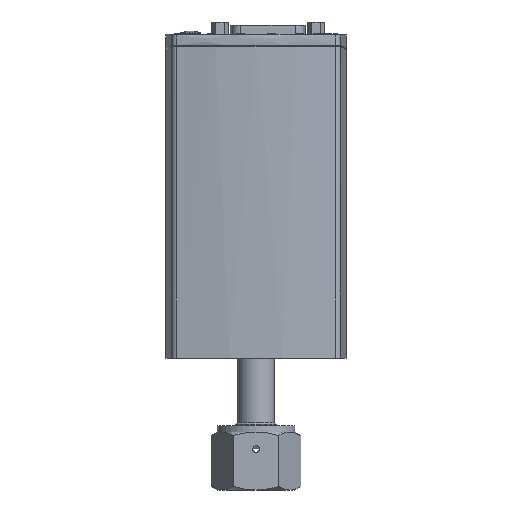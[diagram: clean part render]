
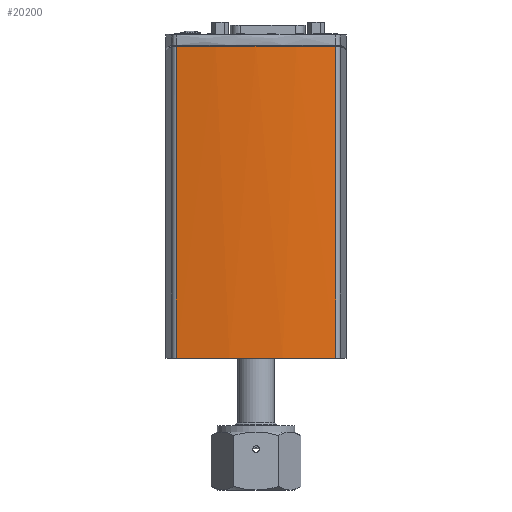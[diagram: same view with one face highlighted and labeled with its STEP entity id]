
A CAD part, left-side view. The second image highlights one B-rep face of the part: STEP entity #20200.
In plain terms, the highlighted cylindrical face has radius 170 mm (diameter 340 mm), a partial arc.
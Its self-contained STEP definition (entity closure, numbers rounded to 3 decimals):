
#590=B_SPLINE_CURVE_WITH_KNOTS('',3,(#38067,#38068,#38069,#38070,#38071,
#38072),.UNSPECIFIED.,.F.,.F.,(4,2,4),(3.561,5.341,
6.145),.UNSPECIFIED.);
#591=B_SPLINE_CURVE_WITH_KNOTS('',3,(#38079,#38080,#38081,#38082,#38083,
#38084),.UNSPECIFIED.,.F.,.F.,(4,2,4),(0.977,1.78,
3.561),.UNSPECIFIED.);
#1869=LINE('',#38074,#3392);
#1870=LINE('',#38078,#3393);
#3392=VECTOR('',#26083,108.186);
#3393=VECTOR('',#26086,108.186);
#3988=CYLINDRICAL_SURFACE('',#21821,170.);
#5152=FACE_OUTER_BOUND('',#6439,.T.);
#6439=EDGE_LOOP('',(#15996,#15997,#15998,#15999,#16000));
#7416=CIRCLE('',#21822,170.);
#8936=VERTEX_POINT('',#38065);
#8937=VERTEX_POINT('',#38066);
#8938=VERTEX_POINT('',#38073);
#8939=VERTEX_POINT('',#38075);
#8940=VERTEX_POINT('',#38077);
#11379=EDGE_CURVE('',#8936,#8937,#590,.T.);
#11380=EDGE_CURVE('',#8938,#8937,#1869,.T.);
#11381=EDGE_CURVE('',#8939,#8938,#7416,.T.);
#11382=EDGE_CURVE('',#8939,#8940,#1870,.T.);
#11383=EDGE_CURVE('',#8940,#8936,#591,.T.);
#15996=ORIENTED_EDGE('',*,*,#11379,.T.);
#15997=ORIENTED_EDGE('',*,*,#11380,.F.);
#15998=ORIENTED_EDGE('',*,*,#11381,.F.);
#15999=ORIENTED_EDGE('',*,*,#11382,.T.);
#16000=ORIENTED_EDGE('',*,*,#11383,.T.);
#20200=ADVANCED_FACE('',(#5152),#3988,.T.);
#21821=AXIS2_PLACEMENT_3D('',#38064,#26081,#26082);
#21822=AXIS2_PLACEMENT_3D('',#38076,#26084,#26085);
#26081=DIRECTION('center_axis',(0.,0.,
1.));
#26082=DIRECTION('ref_axis',(1.,0.,0.));
#26083=DIRECTION('',(0.,0.,1.));
#26084=DIRECTION('center_axis',(0.,0.,
-1.));
#26085=DIRECTION('ref_axis',(1.,0.,0.));
#26086=DIRECTION('',(0.,0.,1.));
#38064=CARTESIAN_POINT('Origin',(138.5,0.,
9.));
#38065=CARTESIAN_POINT('',(-31.5,0.,117.2));
#38066=CARTESIAN_POINT('',(-29.245,27.596,117.186));
#38067=CARTESIAN_POINT('Ctrl Pts',(-31.5,0.,
117.2));
#38068=CARTESIAN_POINT('Ctrl Pts',(-31.5,5.934,117.2));
#38069=CARTESIAN_POINT('Ctrl Pts',(-31.169,12.447,117.201));
#38070=CARTESIAN_POINT('Ctrl Pts',(-30.117,21.836,117.195));
#38071=CARTESIAN_POINT('Ctrl Pts',(-29.714,24.748,117.192));
#38072=CARTESIAN_POINT('Ctrl Pts',(-29.245,27.596,117.186));
#38073=CARTESIAN_POINT('',(-29.245,27.596,9.));
#38074=CARTESIAN_POINT('',(-29.245,27.596,9.));
#38075=CARTESIAN_POINT('',(-29.245,-27.596,9.));
#38076=CARTESIAN_POINT('Origin',(138.5,0.,
9.));
#38077=CARTESIAN_POINT('',(-29.245,-27.596,117.186));
#38078=CARTESIAN_POINT('',(-29.245,-27.596,9.));
#38079=CARTESIAN_POINT('Ctrl Pts',(-29.245,-27.596,117.186));
#38080=CARTESIAN_POINT('Ctrl Pts',(-29.714,-24.748,117.192));
#38081=CARTESIAN_POINT('Ctrl Pts',(-30.117,-21.836,
117.195));
#38082=CARTESIAN_POINT('Ctrl Pts',(-31.169,-12.447,
117.201));
#38083=CARTESIAN_POINT('Ctrl Pts',(-31.5,-5.934,
117.2));
#38084=CARTESIAN_POINT('Ctrl Pts',(-31.5,0.,
117.2));
